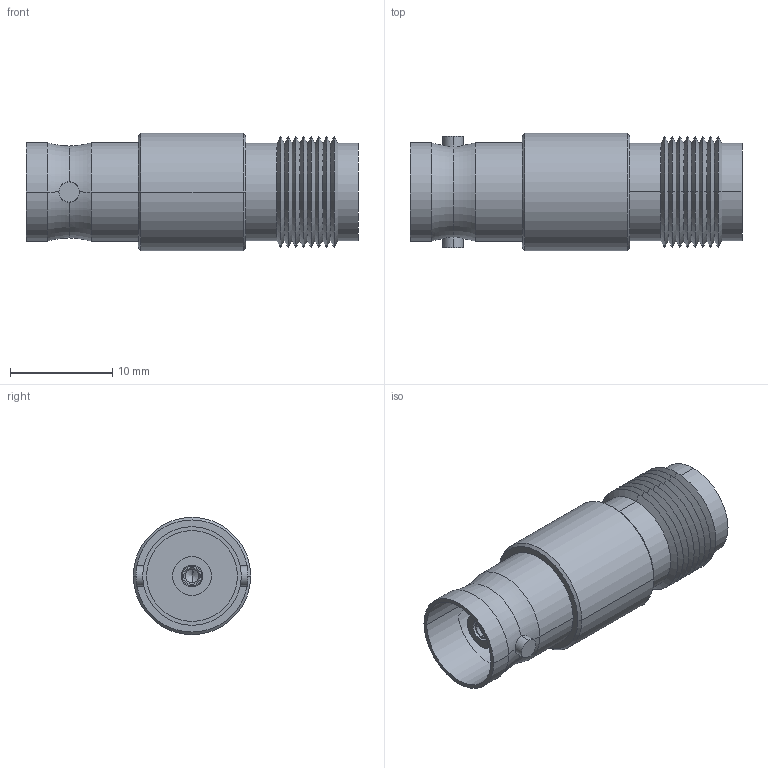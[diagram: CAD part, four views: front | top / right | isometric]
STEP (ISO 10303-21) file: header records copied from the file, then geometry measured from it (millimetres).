
FILE_DESCRIPTION (( 'STEP AP214' ), '1' );
FILE_NAME ('FMAD10081_3D.step', '2025-02-24T20:25:03', ( '' ), ( '' ), 'SwSTEP 2.0', 'SolidWorks 2022', '' );
FILE_SCHEMA (( 'AUTOMOTIVE_DESIGN' ));
Length unit declared in the file: inch
Products named in the file (3): Copy of BA70-MA2^FMAD10081_默认; Copy of BA70-MA3^FMAD10081_默认; FMAD10081_3D
Assembly tree (3 placements, depth 2):
  FMAD10081_3D
    Copy of BA70-MA2^FMAD10081_默认
    Copy of BA70-MA3^FMAD10081_默认  x2
Bounding box: 32.49 x 11.48 x 11.48 mm (x, y, z)
Volume: 1874.4 mm3; surface area: 2392.1 mm2
Topology: 3 solids, 3 shells, 176 faces, 410 edges, 242 vertices
Faces by surface type: cylinder 66, cone 64, plane 38, torus 8
Entity records: 4046 total; most frequent: CARTESIAN_POINT 1101, DIRECTION 620, ORIENTED_EDGE 568, EDGE_CURVE 284, AXIS2_PLACEMENT_3D 257, VERTEX_POINT 168, EDGE_LOOP 140, ADVANCED_FACE 129
